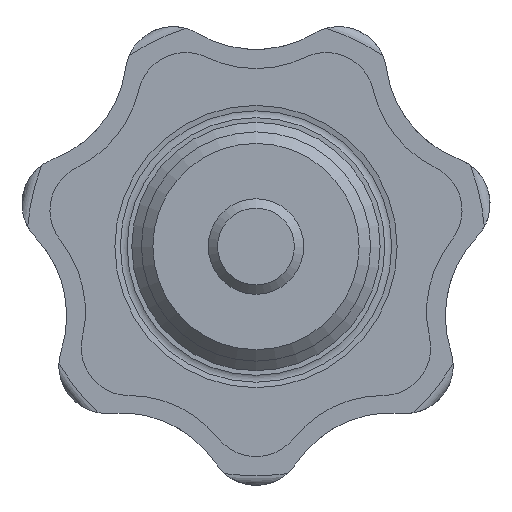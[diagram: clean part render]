
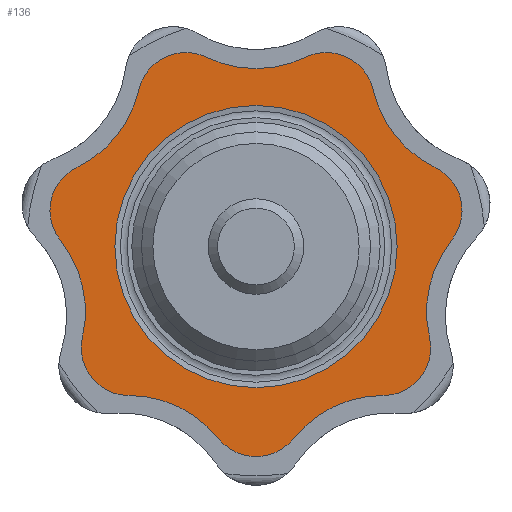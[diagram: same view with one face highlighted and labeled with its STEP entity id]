
A CAD part, front view. The second image highlights one B-rep face of the part: STEP entity #136.
In plain terms, the highlighted planar face has unit normal (0, -1, 0).
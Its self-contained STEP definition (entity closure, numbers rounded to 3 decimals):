
#136 = ADVANCED_FACE( '', ( #290, #291 ), #292, .F. );
#290 = FACE_OUTER_BOUND( '', #461, .T. );
#291 = FACE_BOUND( '', #462, .T. );
#292 = PLANE( '', #463 );
#461 = EDGE_LOOP( '', ( #820, #821, #822, #823, #824, #825, #826, #827, #828, #829, #830, #831, #832, #833 ) );
#462 = EDGE_LOOP( '', ( #834 ) );
#463 = AXIS2_PLACEMENT_3D( '', #835, #836, #837 );
#820 = ORIENTED_EDGE( '', *, *, #1122, .T. );
#821 = ORIENTED_EDGE( '', *, *, #1114, .F. );
#822 = ORIENTED_EDGE( '', *, *, #1043, .T. );
#823 = ORIENTED_EDGE( '', *, *, #1132, .F. );
#824 = ORIENTED_EDGE( '', *, *, #991, .T. );
#825 = ORIENTED_EDGE( '', *, *, #1080, .F. );
#826 = ORIENTED_EDGE( '', *, *, #1120, .T. );
#827 = ORIENTED_EDGE( '', *, *, #1133, .F. );
#828 = ORIENTED_EDGE( '', *, *, #1134, .T. );
#829 = ORIENTED_EDGE( '', *, *, #1135, .F. );
#830 = ORIENTED_EDGE( '', *, *, #1048, .T. );
#831 = ORIENTED_EDGE( '', *, *, #1065, .F. );
#832 = ORIENTED_EDGE( '', *, *, #1124, .T. );
#833 = ORIENTED_EDGE( '', *, *, #1059, .F. );
#834 = ORIENTED_EDGE( '', *, *, #1136, .F. );
#835 = CARTESIAN_POINT( '', ( -10.789, 13.7, -4.354 ) );
#836 = DIRECTION( '', ( 0., 1., 0. ) );
#837 = DIRECTION( '', ( 0., 0., 1. ) );
#991 = EDGE_CURVE( '', #1175, #1172, #1176, .T. );
#1043 = EDGE_CURVE( '', #1268, #1265, #1269, .T. );
#1048 = EDGE_CURVE( '', #1277, #1274, #1278, .T. );
#1059 = EDGE_CURVE( '', #1295, #1290, #1297, .T. );
#1065 = EDGE_CURVE( '', #1303, #1274, #1305, .T. );
#1080 = EDGE_CURVE( '', #1328, #1172, #1330, .T. );
#1114 = EDGE_CURVE( '', #1268, #1375, #1377, .T. );
#1120 = EDGE_CURVE( '', #1328, #1383, #1385, .T. );
#1122 = EDGE_CURVE( '', #1295, #1375, #1387, .T. );
#1124 = EDGE_CURVE( '', #1303, #1290, #1389, .T. );
#1132 = EDGE_CURVE( '', #1175, #1265, #1399, .T. );
#1133 = EDGE_CURVE( '', #1400, #1383, #1401, .T. );
#1134 = EDGE_CURVE( '', #1400, #1402, #1403, .T. );
#1135 = EDGE_CURVE( '', #1277, #1402, #1404, .T. );
#1136 = EDGE_CURVE( '', #1405, #1405, #1406, .F. );
#1172 = VERTEX_POINT( '', #1449 );
#1175 = VERTEX_POINT( '', #1453 );
#1176 = CIRCLE( '', #1454, 6. );
#1265 = VERTEX_POINT( '', #1704 );
#1268 = VERTEX_POINT( '', #1708 );
#1269 = CIRCLE( '', #1709, 6. );
#1274 = VERTEX_POINT( '', #1715 );
#1277 = VERTEX_POINT( '', #1719 );
#1278 = CIRCLE( '', #1720, 6. );
#1290 = VERTEX_POINT( '', #1751 );
#1295 = VERTEX_POINT( '', #1757 );
#1297 = CIRCLE( '', #1760, 2.5 );
#1303 = VERTEX_POINT( '', #1766 );
#1305 = CIRCLE( '', #1769, 2.5 );
#1328 = VERTEX_POINT( '', #1829 );
#1330 = CIRCLE( '', #1832, 2.5 );
#1375 = VERTEX_POINT( '', #1915 );
#1377 = CIRCLE( '', #1918, 2.5 );
#1383 = VERTEX_POINT( '', #1942 );
#1385 = CIRCLE( '', #1945, 6. );
#1387 = CIRCLE( '', #1947, 6. );
#1389 = CIRCLE( '', #1949, 6. );
#1399 = CIRCLE( '', #1997, 2.5 );
#1400 = VERTEX_POINT( '', #1998 );
#1401 = CIRCLE( '', #1999, 2.5 );
#1402 = VERTEX_POINT( '', #2000 );
#1403 = CIRCLE( '', #2001, 6. );
#1404 = CIRCLE( '', #2002, 2.5 );
#1405 = VERTEX_POINT( '', #2003 );
#1406 = CIRCLE( '', #2004, 7.386 );
#1449 = CARTESIAN_POINT( '', ( 6.646, 13.7, -7.8 ) );
#1453 = CARTESIAN_POINT( '', ( 1.955, 13.7, -10.059 ) );
#1454 = AXIS2_PLACEMENT_3D( '', #2139, #2140, #2141 );
#1704 = CARTESIAN_POINT( '', ( -1.955, 13.7, -10.059 ) );
#1708 = CARTESIAN_POINT( '', ( -6.646, 13.7, -7.8 ) );
#1709 = AXIS2_PLACEMENT_3D( '', #2197, #2198, #2199 );
#1715 = CARTESIAN_POINT( '', ( -2.603, 13.7, 9.911 ) );
#1719 = CARTESIAN_POINT( '', ( 2.603, 13.7, 9.911 ) );
#1720 = AXIS2_PLACEMENT_3D( '', #2205, #2206, #2207 );
#1751 = CARTESIAN_POINT( '', ( -9.372, 13.7, 4.144 ) );
#1757 = CARTESIAN_POINT( '', ( -10.241, 13.7, 0.333 ) );
#1760 = AXIS2_PLACEMENT_3D( '', #2220, #2221, #2222 );
#1766 = CARTESIAN_POINT( '', ( -6.125, 13.7, 8.215 ) );
#1769 = AXIS2_PLACEMENT_3D( '', #2230, #2231, #2232 );
#1829 = CARTESIAN_POINT( '', ( 9.083, 13.7, -4.743 ) );
#1832 = AXIS2_PLACEMENT_3D( '', #2248, #2249, #2250 );
#1915 = CARTESIAN_POINT( '', ( -9.083, 13.7, -4.743 ) );
#1918 = AXIS2_PLACEMENT_3D( '', #2322, #2323, #2324 );
#1942 = CARTESIAN_POINT( '', ( 10.241, 13.7, 0.333 ) );
#1945 = AXIS2_PLACEMENT_3D( '', #2327, #2328, #2329 );
#1947 = AXIS2_PLACEMENT_3D( '', #2330, #2331, #2332 );
#1949 = AXIS2_PLACEMENT_3D( '', #2333, #2334, #2335 );
#1997 = AXIS2_PLACEMENT_3D( '', #2337, #2338, #2339 );
#1998 = CARTESIAN_POINT( '', ( 9.372, 13.7, 4.144 ) );
#1999 = AXIS2_PLACEMENT_3D( '', #2340, #2341, #2342 );
#2000 = CARTESIAN_POINT( '', ( 6.125, 13.7, 8.215 ) );
#2001 = AXIS2_PLACEMENT_3D( '', #2343, #2344, #2345 );
#2002 = AXIS2_PLACEMENT_3D( '', #2346, #2347, #2348 );
#2003 = CARTESIAN_POINT( '', ( 0., 13.7, 7.386 ) );
#2004 = AXIS2_PLACEMENT_3D( '', #2349, #2350, #2351 );
#2139 = CARTESIAN_POINT( '', ( 6.646, 13.7, -13.8 ) );
#2140 = DIRECTION( '', ( 0., 1., 0. ) );
#2141 = DIRECTION( '', ( 1., 0., 0. ) );
#2197 = CARTESIAN_POINT( '', ( -6.646, 13.7, -13.8 ) );
#2198 = DIRECTION( '', ( 0., 1., 0. ) );
#2199 = DIRECTION( '', ( 1., 0., 0. ) );
#2205 = CARTESIAN_POINT( '', ( 0., 13.7, 15.316 ) );
#2206 = DIRECTION( '', ( 0., 1., 0. ) );
#2207 = DIRECTION( '', ( 1., 0., 0. ) );
#2220 = CARTESIAN_POINT( '', ( -8.287, 13.7, 1.891 ) );
#2221 = DIRECTION( '', ( 0., 1., 0. ) );
#2222 = DIRECTION( '', ( 1., 0., 0. ) );
#2230 = CARTESIAN_POINT( '', ( -3.688, 13.7, 7.658 ) );
#2231 = DIRECTION( '', ( 0., 1., 0. ) );
#2232 = DIRECTION( '', ( 1., 0., 0. ) );
#2248 = CARTESIAN_POINT( '', ( 6.646, 13.7, -5.3 ) );
#2249 = DIRECTION( '', ( 0., 1., 0. ) );
#2250 = DIRECTION( '', ( 1., 0., 0. ) );
#2322 = CARTESIAN_POINT( '', ( -6.646, 13.7, -5.3 ) );
#2323 = DIRECTION( '', ( 0., 1., 0. ) );
#2324 = DIRECTION( '', ( 1., 0., 0. ) );
#2327 = CARTESIAN_POINT( '', ( 14.932, 13.7, -3.408 ) );
#2328 = DIRECTION( '', ( 0., 1., 0. ) );
#2329 = DIRECTION( '', ( 1., 0., 0. ) );
#2330 = CARTESIAN_POINT( '', ( -14.932, 13.7, -3.408 ) );
#2331 = DIRECTION( '', ( 0., 1., 0. ) );
#2332 = DIRECTION( '', ( 1., 0., 0. ) );
#2333 = CARTESIAN_POINT( '', ( -11.975, 13.7, 9.55 ) );
#2334 = DIRECTION( '', ( 0., 1., 0. ) );
#2335 = DIRECTION( '', ( 1., 0., 0. ) );
#2337 = CARTESIAN_POINT( '', ( 0., 13.7, -8.5 ) );
#2338 = DIRECTION( '', ( 0., 1., 0. ) );
#2339 = DIRECTION( '', ( 1., 0., 0. ) );
#2340 = CARTESIAN_POINT( '', ( 8.287, 13.7, 1.891 ) );
#2341 = DIRECTION( '', ( 0., 1., 0. ) );
#2342 = DIRECTION( '', ( 1., 0., 0. ) );
#2343 = CARTESIAN_POINT( '', ( 11.975, 13.7, 9.55 ) );
#2344 = DIRECTION( '', ( 0., 1., 0. ) );
#2345 = DIRECTION( '', ( 1., 0., 0. ) );
#2346 = CARTESIAN_POINT( '', ( 3.688, 13.7, 7.658 ) );
#2347 = DIRECTION( '', ( 0., 1., 0. ) );
#2348 = DIRECTION( '', ( 1., 0., 0. ) );
#2349 = CARTESIAN_POINT( '', ( 0., 13.7, 0. ) );
#2350 = DIRECTION( '', ( 0., 1., 0. ) );
#2351 = DIRECTION( '', ( 0., 0., 1. ) );
